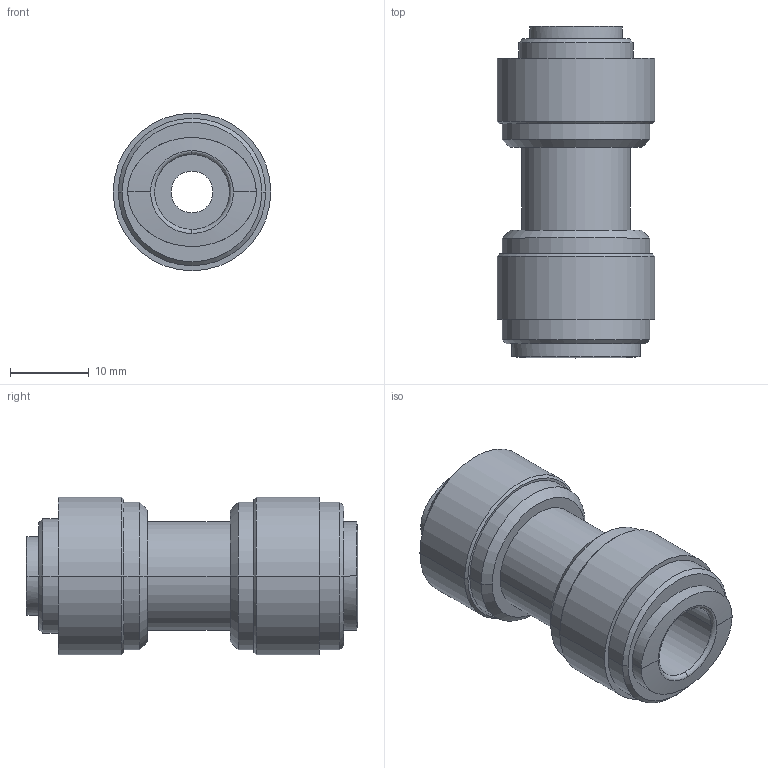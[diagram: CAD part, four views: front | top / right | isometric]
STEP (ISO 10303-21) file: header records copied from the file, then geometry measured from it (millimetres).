
FILE_DESCRIPTION (( 'STEP AP214' ), '1' );
FILE_NAME ('UR38-14-P.step', '2017-08-29T21:01:31', ( '' ), ( '' ), 'SwSTEP 2.0', 'SolidWorks 2017', '' );
FILE_SCHEMA (( 'AUTOMOTIVE_DESIGN' ));
Length unit declared in the file: inch
Products named in the file (1): UR38-14-P
Bounding box: 20 x 42.1 x 20 mm (x, y, z)
Volume: 7998.5 mm3; surface area: 4078.4 mm2
Topology: 1 solids, 1 shells, 54 faces, 119 edges, 75 vertices
Faces by surface type: cylinder 20, bspline 12, cone 12, plane 10
Entity records: 2628 total; most frequent: CARTESIAN_POINT 1439, DIRECTION 238, ORIENTED_EDGE 238, EDGE_CURVE 119, AXIS2_PLACEMENT_3D 103, VERTEX_POINT 75, EDGE_LOOP 64, CIRCLE 60
